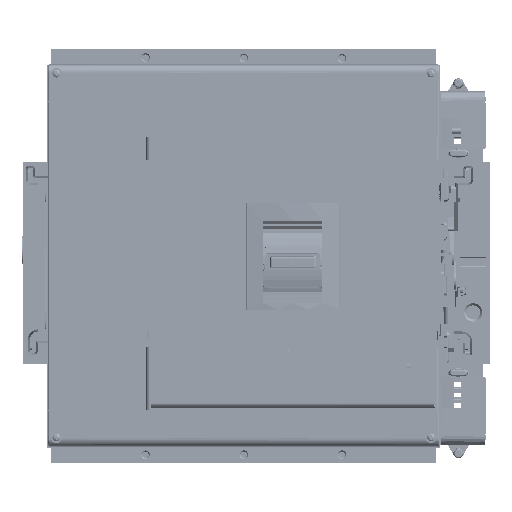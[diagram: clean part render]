
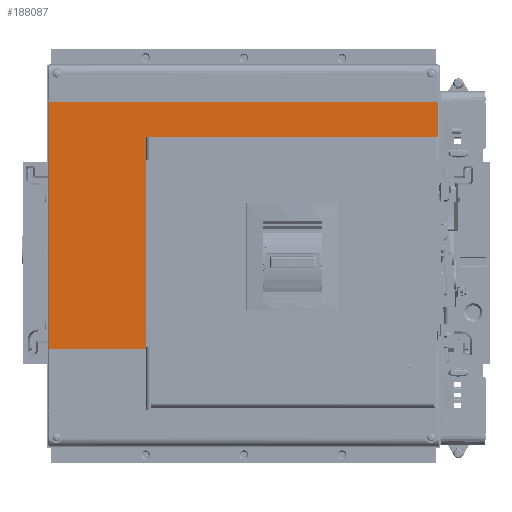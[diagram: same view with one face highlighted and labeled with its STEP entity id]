
A CAD part, left-side view. The second image highlights one B-rep face of the part: STEP entity #188087.
In plain terms, the highlighted planar face has unit normal (-1, 0, 0).
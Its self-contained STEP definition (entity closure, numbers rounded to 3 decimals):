
#10379=DIRECTION('',(0.,1.,0.));
#10380=VECTOR('',#10379,277.);
#10381=CARTESIAN_POINT('',(-52.,-103.5,
130.495));
#10382=LINE('',#10381,#10380);
#10492=DIRECTION('',(0.,0.,-1.));
#10493=VECTOR('',#10492,176.);
#10494=CARTESIAN_POINT('',(-52.,173.5,
130.495));
#10495=LINE('',#10494,#10493);
#18384=DIRECTION('',(0.,1.,0.));
#18385=VECTOR('',#18384,69.);
#18386=CARTESIAN_POINT('',(-52.,104.5,
-45.505));
#18387=LINE('',#18386,#18385);
#18388=DIRECTION('',(0.,1.,0.));
#18389=VECTOR('',#18388,208.);
#18390=CARTESIAN_POINT('',(-52.,-103.5,
105.495));
#18391=LINE('',#18390,#18389);
#18396=DIRECTION('',(0.,0.,1.));
#18397=VECTOR('',#18396,151.);
#18398=CARTESIAN_POINT('',(-52.,104.5,
-45.505));
#18399=LINE('',#18398,#18397);
#18839=DIRECTION('',(0.,0.,1.));
#18840=VECTOR('',#18839,25.);
#18841=CARTESIAN_POINT('',(-52.,-103.5,
105.495));
#18842=LINE('',#18841,#18840);
#133090=CARTESIAN_POINT('',(-52.,173.5,
-45.505));
#133091=VERTEX_POINT('',#133090);
#133092=CARTESIAN_POINT('',(-52.,104.5,
-45.505));
#133093=VERTEX_POINT('',#133092);
#138183=CARTESIAN_POINT('',(-52.,-103.5,
130.495));
#138184=VERTEX_POINT('',#138183);
#138185=CARTESIAN_POINT('',(-52.,173.5,
130.495));
#138186=VERTEX_POINT('',#138185);
#147877=CARTESIAN_POINT('',(-52.,104.5,
105.495));
#147878=VERTEX_POINT('',#147877);
#147879=CARTESIAN_POINT('',(-52.,-103.5,
105.495));
#147880=VERTEX_POINT('',#147879);
#188071=CARTESIAN_POINT('',(-52.,104.5,
-0.005));
#188072=DIRECTION('',(-1.,0.,0.));
#188073=DIRECTION('',(0.,-1.,0.));
#188074=AXIS2_PLACEMENT_3D('',#188071,#188072,#188073);
#188075=PLANE('',#188074);
#188077=ORIENTED_EDGE('',*,*,#188076,.F.);
#188078=ORIENTED_EDGE('',*,*,#171634,.T.);
#188079=ORIENTED_EDGE('',*,*,#176766,.F.);
#188080=ORIENTED_EDGE('',*,*,#176559,.F.);
#188082=ORIENTED_EDGE('',*,*,#188081,.F.);
#188084=ORIENTED_EDGE('',*,*,#188083,.T.);
#188085=EDGE_LOOP('',(#188077,#188078,#188079,#188080,#188082,#188084));
#188086=FACE_OUTER_BOUND('',#188085,.F.);
#171634=EDGE_CURVE('',#133093,#133091,#18387,.T.);
#176559=EDGE_CURVE('',#138184,#138186,#10382,.T.);
#176766=EDGE_CURVE('',#138186,#133091,#10495,.T.);
#188076=EDGE_CURVE('',#133093,#147878,#18399,.T.);
#188081=EDGE_CURVE('',#147880,#138184,#18842,.T.);
#188083=EDGE_CURVE('',#147880,#147878,#18391,.T.);
#188087=ADVANCED_FACE('',(#188086),#188075,.T.);
